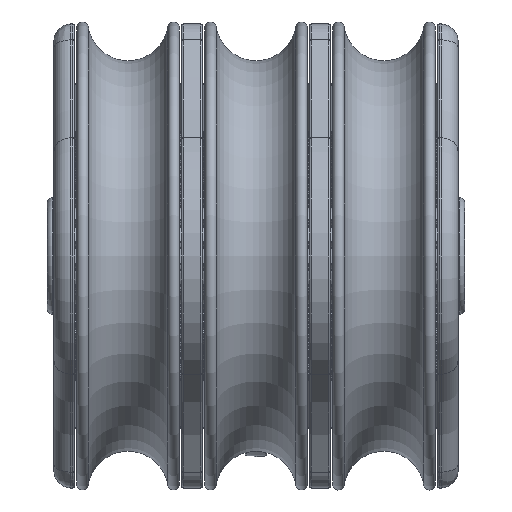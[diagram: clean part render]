
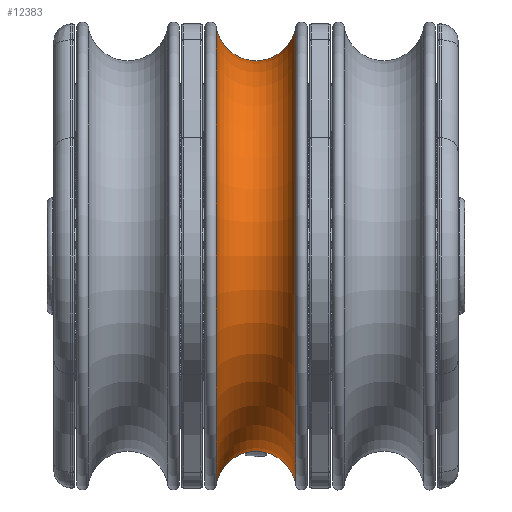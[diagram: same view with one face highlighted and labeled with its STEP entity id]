
A CAD part, front view. The second image highlights one B-rep face of the part: STEP entity #12383.
In plain terms, the highlighted toroidal (fillet/blend) face has major radius 35 mm and minor radius 6 mm.
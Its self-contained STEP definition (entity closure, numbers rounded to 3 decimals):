
#749=TOROIDAL_SURFACE('',#14045,35.,6.);
#1801=FACE_OUTER_BOUND('',#2664,.T.);
#2664=EDGE_LOOP('',(#10447,#10448,#10449,#10450,#10451,#10452));
#4723=CIRCLE('',#14042,34.041);
#4724=CIRCLE('',#14043,34.041);
#4726=CIRCLE('',#14046,6.);
#4727=CIRCLE('',#14047,34.041);
#4728=CIRCLE('',#14048,34.041);
#5970=VERTEX_POINT('',#24647);
#5971=VERTEX_POINT('',#24648);
#5972=VERTEX_POINT('',#24653);
#5973=VERTEX_POINT('',#24655);
#7622=EDGE_CURVE('',#5970,#5971,#4723,.T.);
#7623=EDGE_CURVE('',#5971,#5970,#4724,.T.);
#7625=EDGE_CURVE('',#5971,#5972,#4726,.T.);
#7626=EDGE_CURVE('',#5973,#5972,#4727,.T.);
#7627=EDGE_CURVE('',#5972,#5973,#4728,.T.);
#10447=ORIENTED_EDGE('',*,*,#7622,.T.);
#10448=ORIENTED_EDGE('',*,*,#7625,.T.);
#10449=ORIENTED_EDGE('',*,*,#7626,.F.);
#10450=ORIENTED_EDGE('',*,*,#7627,.F.);
#10451=ORIENTED_EDGE('',*,*,#7625,.F.);
#10452=ORIENTED_EDGE('',*,*,#7623,.T.);
#12383=ADVANCED_FACE('',(#1801),#749,.F.);
#14042=AXIS2_PLACEMENT_3D('',#24649,#17650,#17651);
#14043=AXIS2_PLACEMENT_3D('',#24650,#17652,#17653);
#14045=AXIS2_PLACEMENT_3D('',#24652,#17656,#17657);
#14046=AXIS2_PLACEMENT_3D('',#24654,#17658,#17659);
#14047=AXIS2_PLACEMENT_3D('',#24656,#17660,#17661);
#14048=AXIS2_PLACEMENT_3D('',#24657,#17662,#17663);
#17650=DIRECTION('center_axis',(-1.,0.,0.));
#17651=DIRECTION('ref_axis',(0.,1.,0.));
#17652=DIRECTION('center_axis',(-1.,0.,0.));
#17653=DIRECTION('ref_axis',(0.,1.,0.));
#17656=DIRECTION('center_axis',(-1.,0.,0.));
#17657=DIRECTION('ref_axis',(0.,0.,1.));
#17658=DIRECTION('center_axis',(0.,-1.,0.));
#17659=DIRECTION('ref_axis',(0.,0.,
-1.));
#17660=DIRECTION('center_axis',(-1.,0.,0.));
#17661=DIRECTION('ref_axis',(0.,1.,0.));
#17662=DIRECTION('center_axis',(-1.,0.,0.));
#17663=DIRECTION('ref_axis',(0.,1.,0.));
#24647=CARTESIAN_POINT('',(5.923,34.041,0.));
#24648=CARTESIAN_POINT('',(5.923,0.,-34.041));
#24649=CARTESIAN_POINT('Origin',(5.923,0.,
0.));
#24650=CARTESIAN_POINT('Origin',(5.923,0.,
0.));
#24652=CARTESIAN_POINT('Origin',(0.,0.,
0.));
#24653=CARTESIAN_POINT('',(-5.923,0.,-34.041));
#24654=CARTESIAN_POINT('Origin',(0.,0.,
-35.));
#24655=CARTESIAN_POINT('',(-5.923,34.041,0.));
#24656=CARTESIAN_POINT('Origin',(-5.923,0.,
0.));
#24657=CARTESIAN_POINT('Origin',(-5.923,0.,
0.));
